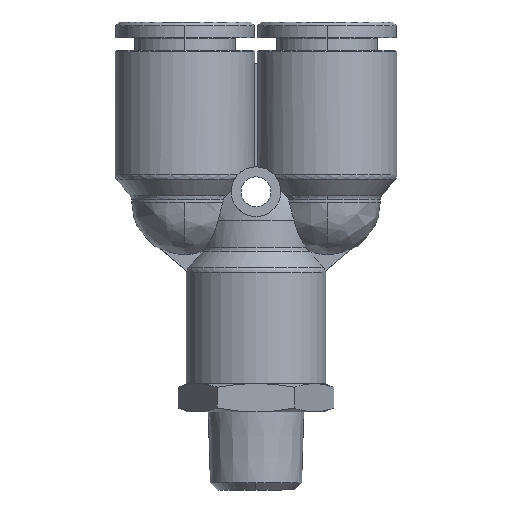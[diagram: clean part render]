
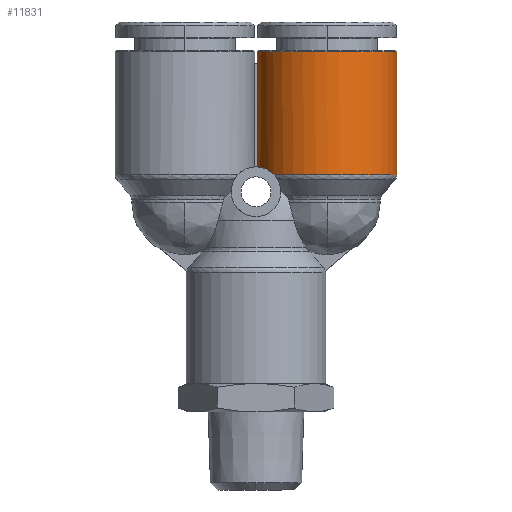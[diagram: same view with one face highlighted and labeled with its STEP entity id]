
A CAD part, front view. The second image highlights one B-rep face of the part: STEP entity #11831.
In plain terms, the highlighted cylindrical face has radius 9.85 mm (diameter 19.7 mm), a partial arc.
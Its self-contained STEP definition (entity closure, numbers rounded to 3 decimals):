
#270 = DIRECTION ( 'NONE',  ( 1., 0., 0. ) ) ;
#919 = DIRECTION ( 'NONE',  ( 1., 0., 0. ) ) ;
#966 = CARTESIAN_POINT ( 'NONE',  ( -32.928, 0., 0.15 ) ) ;
#1627 = CARTESIAN_POINT ( 'NONE',  ( -18.355, -3.352, 0.726 ) ) ;
#1628 = FACE_OUTER_BOUND ( 'NONE', #10225, .T. ) ;
#2801 = DIRECTION ( 'NONE',  ( 0., 0., -1. ) ) ;
#2904 = DIRECTION ( 'NONE',  ( 0., 0., -1. ) ) ;
#3096 = CARTESIAN_POINT ( 'NONE',  ( -32.928, -1.5, 0.265 ) ) ;
#3540 = AXIS2_PLACEMENT_3D ( 'NONE', #22013, #270, #2801 ) ;
#3796 = CARTESIAN_POINT ( 'NONE',  ( -17.576, -6.182, 2.321 ) ) ;
#3901 = CARTESIAN_POINT ( 'NONE',  ( -18.174, -4.653, 1.315 ) ) ;
#4655 = ORIENTED_EDGE ( 'NONE', *, *, #7971, .T. ) ;
#5022 = CARTESIAN_POINT ( 'NONE',  ( -24.928, 0., 19.85 ) ) ;
#5899 = AXIS2_PLACEMENT_3D ( 'NONE', #21027, #9663, #18679 ) ;
#6061 = VERTEX_POINT ( 'NONE', #966 ) ;
#6495 = CIRCLE ( 'NONE', #11256, 9.85 ) ;
#7709 = ORIENTED_EDGE ( 'NONE', *, *, #20179, .T. ) ;
#7840 = VECTOR ( 'NONE', #919, 1000. ) ;
#7971 = EDGE_CURVE ( 'NONE', #18534, #16991, #18719, .T. ) ;
#8229 = B_SPLINE_CURVE_WITH_KNOTS ( 'NONE', 3,
 ( #22009, #15187, #10572, #1627, #28465, #24139, #3901, #26088, #24039, #26176, #3796, #24336 ),
 .UNSPECIFIED., .F., .F.,
 ( 4, 2, 2, 2, 2, 4 ),
 ( 0., 0.001, 0.003, 0.004, 0.004, 0.006 ),
 .UNSPECIFIED. ) ;
#9053 = DIRECTION ( 'NONE',  ( 0., 0., -1. ) ) ;
#9554 = CARTESIAN_POINT ( 'NONE',  ( -24.928, -1.5, 0.265 ) ) ;
#9663 = DIRECTION ( 'NONE',  ( 1., 0., 0. ) ) ;
#9911 = EDGE_CURVE ( 'NONE', #11966, #24651, #22067, .T. ) ;
#10225 = EDGE_LOOP ( 'NONE', ( #21138, #10305, #18433, #14612, #7709, #4655, #11674, #15233 ) ) ;
#10305 = ORIENTED_EDGE ( 'NONE', *, *, #9911, .T. ) ;
#10572 = CARTESIAN_POINT ( 'NONE',  ( -18.403, -2.443, 0.446 ) ) ;
#11139 = VECTOR ( 'NONE', #28138, 1000. ) ;
#11151 = CARTESIAN_POINT ( 'NONE',  ( -32.928, 0., 10. ) ) ;
#11256 = AXIS2_PLACEMENT_3D ( 'NONE', #25197, #11932, #2904 ) ;
#11674 = ORIENTED_EDGE ( 'NONE', *, *, #13958, .T. ) ;
#11831 = ADVANCED_FACE ( 'NONE', ( #1628 ), #28990, .T. ) ;
#11932 = DIRECTION ( 'NONE',  ( -1., 0., 0. ) ) ;
#11966 = VERTEX_POINT ( 'NONE', #25868 ) ;
#13162 = CIRCLE ( 'NONE', #3540, 9.85 ) ;
#13958 = EDGE_CURVE ( 'NONE', #16991, #16106, #8229, .T. ) ;
#14338 = VERTEX_POINT ( 'NONE', #19453 ) ;
#14449 = CARTESIAN_POINT ( 'NONE',  ( -18.418, -1.5, 0.265 ) ) ;
#14612 = ORIENTED_EDGE ( 'NONE', *, *, #22346, .T. ) ;
#15187 = CARTESIAN_POINT ( 'NONE',  ( -18.413, -1.977, 0.338 ) ) ;
#15233 = ORIENTED_EDGE ( 'NONE', *, *, #23322, .T. ) ;
#15297 = AXIS2_PLACEMENT_3D ( 'NONE', #23808, #25960, #19745 ) ;
#16106 = VERTEX_POINT ( 'NONE', #28381 ) ;
#16991 = VERTEX_POINT ( 'NONE', #14449 ) ;
#18433 = ORIENTED_EDGE ( 'NONE', *, *, #23135, .T. ) ;
#18534 = VERTEX_POINT ( 'NONE', #3096 ) ;
#18679 = DIRECTION ( 'NONE',  ( 0., 0., -1. ) ) ;
#18719 = LINE ( 'NONE', #9554, #7840 ) ;
#19453 = CARTESIAN_POINT ( 'NONE',  ( -34.628, 0., 0.15 ) ) ;
#19745 = DIRECTION ( 'NONE',  ( 0., 0., -1. ) ) ;
#19792 = CARTESIAN_POINT ( 'NONE',  ( -34.628, -9.85, 10. ) ) ;
#20179 = EDGE_CURVE ( 'NONE', #6061, #18534, #28213, .T. ) ;
#20369 = VECTOR ( 'NONE', #20800, 1000. ) ;
#20800 = DIRECTION ( 'NONE',  ( 1., 0., 0. ) ) ;
#20919 = LINE ( 'NONE', #21402, #11139 ) ;
#21027 = CARTESIAN_POINT ( 'NONE',  ( -24.928, 0., 10. ) ) ;
#21138 = ORIENTED_EDGE ( 'NONE', *, *, #25323, .F. ) ;
#21402 = CARTESIAN_POINT ( 'NONE',  ( -24.928, 0., 0.15 ) ) ;
#21711 = VERTEX_POINT ( 'NONE', #25514 ) ;
#22009 = CARTESIAN_POINT ( 'NONE',  ( -18.418, -1.5, 0.265 ) ) ;
#22013 = CARTESIAN_POINT ( 'NONE',  ( -34.628, 0., 10. ) ) ;
#22067 = CIRCLE ( 'NONE', #15297, 9.85 ) ;
#22289 = AXIS2_PLACEMENT_3D ( 'NONE', #11151, #26761, #9053 ) ;
#22346 = EDGE_CURVE ( 'NONE', #14338, #6061, #20919, .T. ) ;
#23135 = EDGE_CURVE ( 'NONE', #24651, #14338, #13162, .T. ) ;
#23322 = EDGE_CURVE ( 'NONE', #16106, #21711, #6495, .T. ) ;
#23808 = CARTESIAN_POINT ( 'NONE',  ( -34.628, 0., 10. ) ) ;
#24039 = CARTESIAN_POINT ( 'NONE',  ( -18.008, -5.26, 1.669 ) ) ;
#24139 = CARTESIAN_POINT ( 'NONE',  ( -18.216, -4.441, 1.205 ) ) ;
#24336 = CARTESIAN_POINT ( 'NONE',  ( -17.292, -6.479, 2.581 ) ) ;
#24651 = VERTEX_POINT ( 'NONE', #19792 ) ;
#25197 = CARTESIAN_POINT ( 'NONE',  ( -17.292, 0., 10. ) ) ;
#25323 = EDGE_CURVE ( 'NONE', #11966, #21711, #26974, .T. ) ;
#25514 = CARTESIAN_POINT ( 'NONE',  ( -17.292, 0., 19.85 ) ) ;
#25868 = CARTESIAN_POINT ( 'NONE',  ( -34.628, 0., 19.85 ) ) ;
#25960 = DIRECTION ( 'NONE',  ( 1., 0., 0. ) ) ;
#26088 = CARTESIAN_POINT ( 'NONE',  ( -18.07, -5.062, 1.547 ) ) ;
#26176 = CARTESIAN_POINT ( 'NONE',  ( -17.782, -5.83, 2.047 ) ) ;
#26761 = DIRECTION ( 'NONE',  ( -1., 0., 0. ) ) ;
#26974 = LINE ( 'NONE', #5022, #20369 ) ;
#28138 = DIRECTION ( 'NONE',  ( 1., 0., 0. ) ) ;
#28213 = CIRCLE ( 'NONE', #22289, 9.85 ) ;
#28381 = CARTESIAN_POINT ( 'NONE',  ( -17.292, -6.479, 2.581 ) ) ;
#28465 = CARTESIAN_POINT ( 'NONE',  ( -18.318, -3.795, 0.898 ) ) ;
#28990 = CYLINDRICAL_SURFACE ( 'NONE', #5899, 9.85 ) ;
